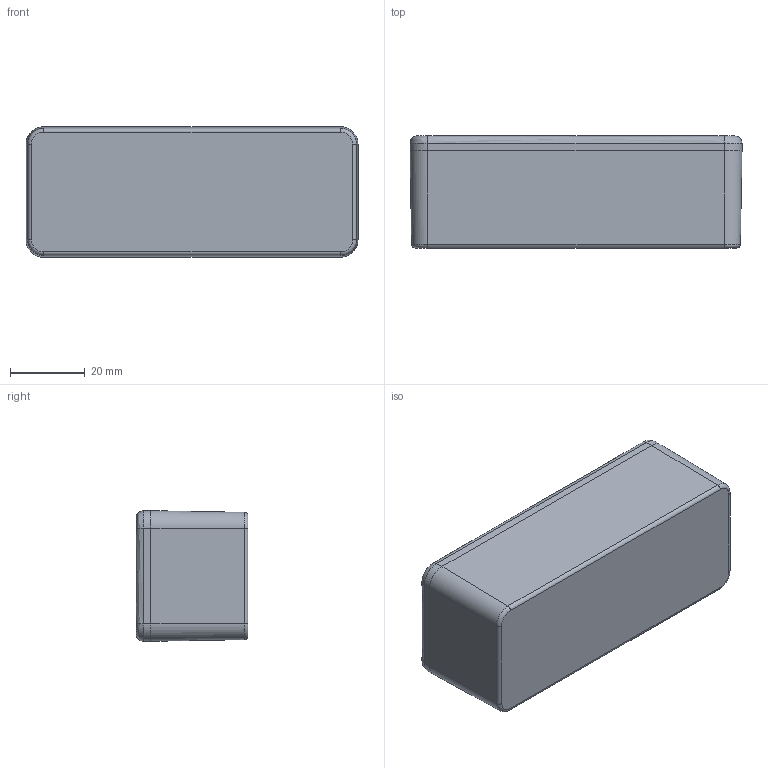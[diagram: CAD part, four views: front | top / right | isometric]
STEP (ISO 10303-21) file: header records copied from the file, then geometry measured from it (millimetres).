
FILE_DESCRIPTION (( 'STEP AP214' ), '1' );
FILE_NAME ('B037.STEP', '2020-09-10T01:52:11', ( '' ), ( '' ), 'SwSTEP 2.0', 'SolidWorks 2014', '' );
FILE_SCHEMA (( 'AUTOMOTIVE_DESIGN' ));
Length unit declared in the file: millimetre
Products named in the file (3): B037-COVER; B037-base; B037
Assembly tree (2 placements, depth 2):
  B037
    B037-base
    B037-COVER
Bounding box: 89 x 30 x 35 mm (x, y, z)
Volume: 24679.5 mm3; surface area: 26063.4 mm2
Topology: 2 solids, 2 shells, 203 faces, 536 edges, 340 vertices
Faces by surface type: bspline 124, plane 51, cylinder 28
Entity records: 9365 total; most frequent: CARTESIAN_POINT 5513, ORIENTED_EDGE 1072, EDGE_CURVE 536, DIRECTION 424, VERTEX_POINT 340, EDGE_LOOP 214, FACE_OUTER_BOUND 203, ADVANCED_FACE 203
